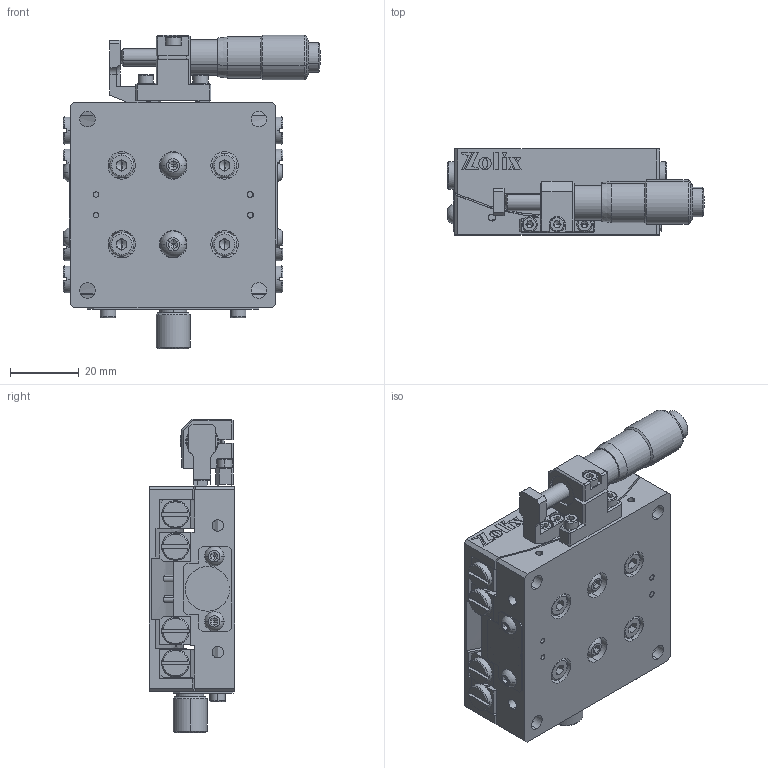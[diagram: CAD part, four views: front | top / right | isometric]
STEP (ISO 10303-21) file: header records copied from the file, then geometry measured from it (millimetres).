
FILE_DESCRIPTION (( 'STEP AP203' ), '1' );
FILE_NAME ('MGON50-60SL(AP203).STEP', '2019-11-10T03:06:45', ( '' ), ( '' ), 'SwSTEP 2.0', 'SolidWorks 2017', '' );
FILE_SCHEMA (( 'CONFIG_CONTROL_DESIGN' ));
Length unit declared in the file: millimetre
Products named in the file (1): MGON50-60SL(AP203)
Bounding box: 75 x 25 x 91.5 mm (x, y, z)
Surface area: 37716.7 mm2 (no closed solid volume)
Topology: 0 solids, 58 shells, 827 faces, 2665 edges, 1800 vertices
Faces by surface type: plane 509, cylinder 190, cone 74, torus 38, sphere 16
Entity records: 30909 total; most frequent: CARTESIAN_POINT 7470, DIRECTION 4965, ORIENTED_EDGE 4330, EDGE_CURVE 2631, VERTEX_POINT 1800, AXIS2_PLACEMENT_3D 1659, LINE 1647, VECTOR 1647
